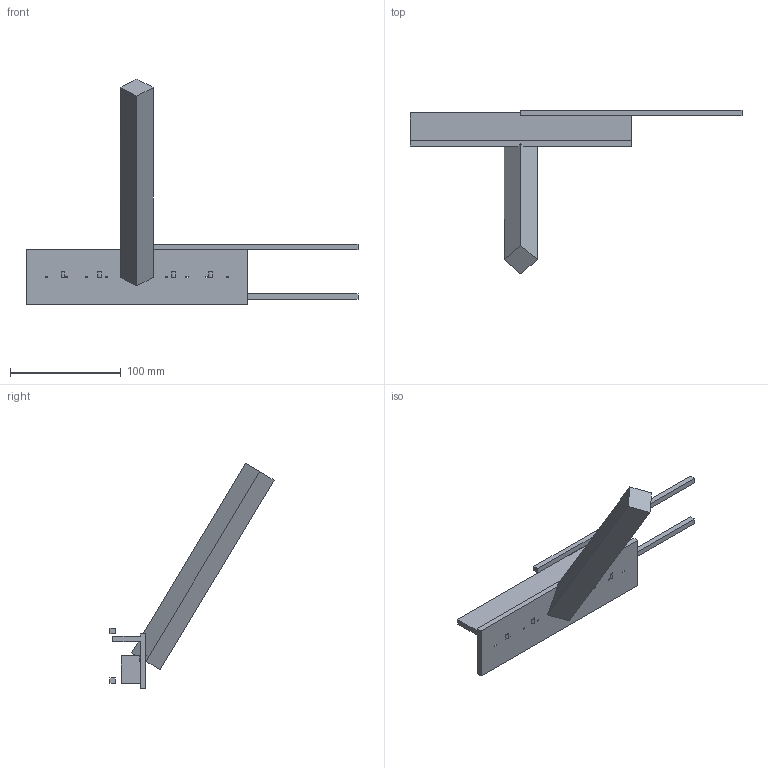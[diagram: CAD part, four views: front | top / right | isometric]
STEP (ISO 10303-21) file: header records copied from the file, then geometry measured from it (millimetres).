
FILE_DESCRIPTION(('Open CASCADE Model'),'2;1');
FILE_NAME('Open CASCADE Shape Model','2024-05-29T12:13:54',('Author'),( 'Open CASCADE'),'Open CASCADE STEP processor 7.7','Open CASCADE 7.7' ,'Unknown');
FILE_SCHEMA(('AUTOMOTIVE_DESIGN { 1 0 10303 214 1 1 1 1 }'));
Length unit declared in the file: millimetre
Products named in the file (4): Open CASCADE STEP translator 7.7 94; Open CASCADE STEP translator 7.7 94.1; Open CASCADE STEP translator 7.7 94.2; Open CASCADE STEP translator 7.7 94.3
Assembly tree (3 placements, depth 2):
  Open CASCADE STEP translator 7.7 94
    Open CASCADE STEP translator 7.7 94.1
    Open CASCADE STEP translator 7.7 94.2
    Open CASCADE STEP translator 7.7 94.3
Bounding box: 300 x 148.26 x 204.22 mm (x, y, z)
Volume: 195359.3 mm3; surface area: 63986.3 mm2
Topology: 3 solids, 3 shells, 127 faces, 336 edges, 222 vertices
Faces by surface type: plane 116, cylinder 11
Entity records: 8156 total; most frequent: CARTESIAN_POINT 1561, DIRECTION 1109, LINE 783, VECTOR 783, ORIENTED_EDGE 672, PCURVE 672, DEFINITIONAL_REPRESENTATION 672, EDGE_CURVE 336
